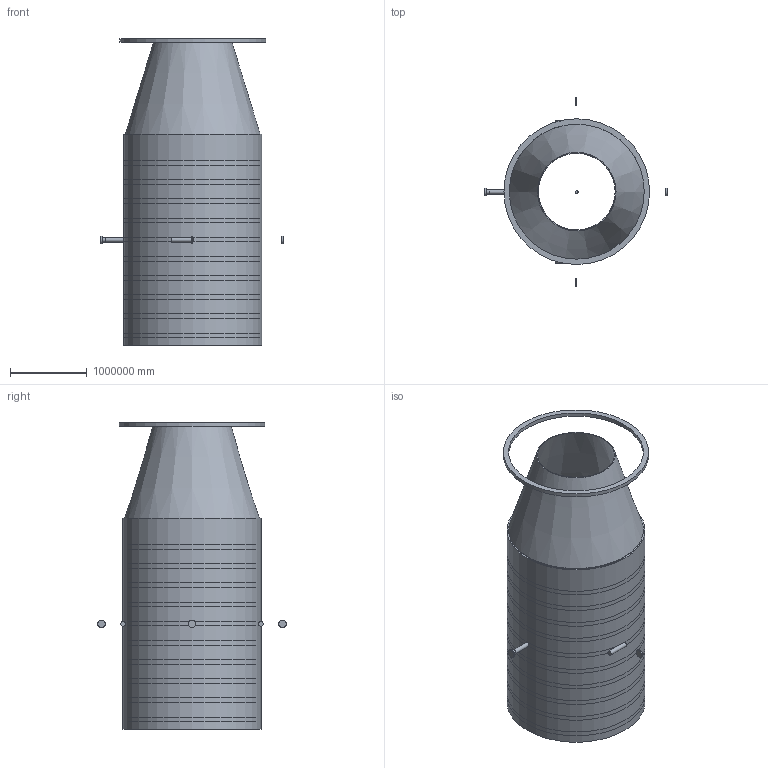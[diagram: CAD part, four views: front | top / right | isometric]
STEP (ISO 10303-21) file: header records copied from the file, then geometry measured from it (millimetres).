
FILE_DESCRIPTION(('FreeCAD Model'),'2;1');
FILE_NAME('Open CASCADE Shape Model','2025-09-03T05:31:07',('Author'),( ''),'Open CASCADE STEP processor 7.8','FreeCAD','Unknown');
FILE_SCHEMA(('AUTOMOTIVE_DESIGN { 1 0 10303 214 1 1 1 1 }'));
Length unit declared in the file: metre
Products named in the file (37): Thruster_Coating; SMA_2; SMA_3; SMA_4; SPACECRAFT WITH PROPULSION SYSTEM; Body_Structure; Body_Liner; Body_Coating; Thruster_Liner; Rear_Flange; Reinforcement_Rings; Ring_01; Ring_02; Ring_03; Ring_04; Ring_05; Ring_06; Ring_07; Ring_08; Ring_09; Ring_10; Deployable_Supports; SupportRod_1; DampTip_1; SMA_002; SupportRod_2; DampTip_2; SMA_003; SupportRod_3; DampTip_3; SMA_004; SupportRod_4; DampTip_4; SMA_005; Assembly_Compound; SMA_1
Assembly tree (31 placements, depth 3):
  Thruster_Coating
  SMA_2
  SMA_3
  SMA_4
  SPACECRAFT WITH PROPULSION SYSTEM
    Body_Structure
    Body_Liner
    Body_Coating
    Thruster_Liner
    Thruster_Coating
    Rear_Flange
    Reinforcement_Rings
      Ring_01
      Ring_02
      Ring_03
      Ring_04
      Ring_05
      Ring_06
      Ring_07
      Ring_08
      Ring_09
      Ring_10
    Deployable_Supports
      SupportRod_1
      DampTip_1
      SMA_002
      SupportRod_2
      DampTip_2
      SMA_003
      SupportRod_3
      DampTip_3
      SMA_004
      SupportRod_4
      DampTip_4
      SMA_005
    Assembly_Compound
Bounding box: 2380000 x 2460000 x 4000000 mm (x, y, z)
Volume: 1374278710738567680 mm3; surface area: 261460294716524.3 mm2
Topology: 61 solids, 61 shells, 216 faces, 282 edges, 188 vertices
Faces by surface type: plane 122, cylinder 84, cone 10
Full cylindrical faces by diameter (mm): 35000 x12, 60000 x8, 100000 x8, 1736000 x2, 1740000 x20, 1744000 x4, 1760000 x6, 1800000 x22, 1900000 x2
Entity records: 9455 total; most frequent: DIRECTION 1530, CARTESIAN_POINT 1282, ORIENTED_EDGE 564, PCURVE 564, DEFINITIONAL_REPRESENTATION 564, LINE 470, VECTOR 470, AXIS2_PLACEMENT_3D 436
